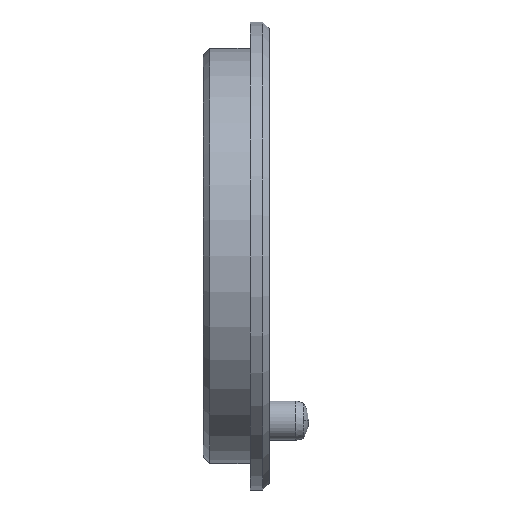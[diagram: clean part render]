
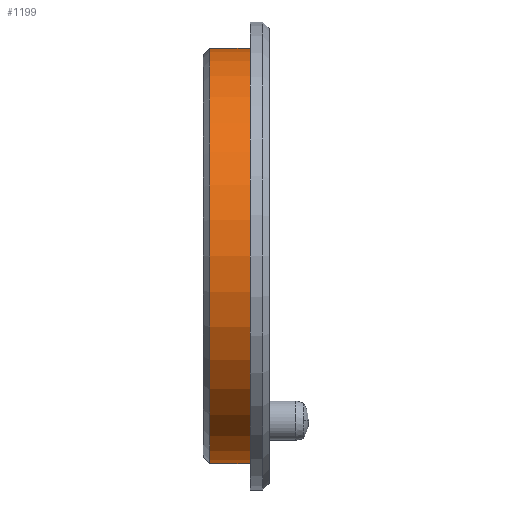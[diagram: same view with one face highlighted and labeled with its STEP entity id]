
A CAD part, left-side view. The second image highlights one B-rep face of the part: STEP entity #1199.
In plain terms, the highlighted cylindrical face has radius 31.5 mm (diameter 63 mm), a partial arc.
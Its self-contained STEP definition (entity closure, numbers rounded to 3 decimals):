
#28 = VECTOR ( 'NONE', #905, 1000. ) ;
#61 = CYLINDRICAL_SURFACE ( 'NONE', #1073, 31.5 ) ;
#89 = DIRECTION ( 'NONE',  ( 0., 0., -1. ) ) ;
#98 = VERTEX_POINT ( 'NONE', #241 ) ;
#183 = EDGE_CURVE ( 'NONE', #858, #98, #1258, .T. ) ;
#189 = DIRECTION ( 'NONE',  ( 0., -1., 0. ) ) ;
#196 = LINE ( 'NONE', #696, #1368 ) ;
#205 = CARTESIAN_POINT ( 'NONE',  ( 0., -1., 0. ) ) ;
#241 = CARTESIAN_POINT ( 'NONE',  ( 0., -1., -31.5 ) ) ;
#273 = CIRCLE ( 'NONE', #439, 31.5 ) ;
#295 = EDGE_CURVE ( 'NONE', #858, #1071, #196, .T. ) ;
#334 = ORIENTED_EDGE ( 'NONE', *, *, #183, .T. ) ;
#435 = ORIENTED_EDGE ( 'NONE', *, *, #708, .F. ) ;
#439 = AXIS2_PLACEMENT_3D ( 'NONE', #1079, #1078, #1077 ) ;
#478 = LINE ( 'NONE', #912, #28 ) ;
#578 = FACE_OUTER_BOUND ( 'NONE', #1048, .T. ) ;
#598 = AXIS2_PLACEMENT_3D ( 'NONE', #205, #189, #89 ) ;
#689 = VERTEX_POINT ( 'NONE', #1110 ) ;
#691 = DIRECTION ( 'NONE',  ( 0., -1., 0. ) ) ;
#696 = CARTESIAN_POINT ( 'NONE',  ( 0., 0., 31.5 ) ) ;
#708 = EDGE_CURVE ( 'NONE', #1071, #689, #273, .T. ) ;
#823 = DIRECTION ( 'NONE',  ( 0., 0., -1. ) ) ;
#827 = CARTESIAN_POINT ( 'NONE',  ( 0., 0., 0. ) ) ;
#858 = VERTEX_POINT ( 'NONE', #1019 ) ;
#863 = ORIENTED_EDGE ( 'NONE', *, *, #1046, .T. ) ;
#866 = DIRECTION ( 'NONE',  ( 0., -1., 0. ) ) ;
#894 = CARTESIAN_POINT ( 'NONE',  ( 0., -7.1, 31.5 ) ) ;
#905 = DIRECTION ( 'NONE',  ( 0., -1., 0. ) ) ;
#912 = CARTESIAN_POINT ( 'NONE',  ( 0., 0., -31.5 ) ) ;
#1019 = CARTESIAN_POINT ( 'NONE',  ( 0., -1., 31.5 ) ) ;
#1046 = EDGE_CURVE ( 'NONE', #98, #689, #478, .T. ) ;
#1048 = EDGE_LOOP ( 'NONE', ( #1053, #334, #863, #435 ) ) ;
#1053 = ORIENTED_EDGE ( 'NONE', *, *, #295, .F. ) ;
#1071 = VERTEX_POINT ( 'NONE', #894 ) ;
#1073 = AXIS2_PLACEMENT_3D ( 'NONE', #827, #866, #823 ) ;
#1077 = DIRECTION ( 'NONE',  ( 0., 0., -1. ) ) ;
#1078 = DIRECTION ( 'NONE',  ( 0., -1., 0. ) ) ;
#1079 = CARTESIAN_POINT ( 'NONE',  ( 0., -7.1, 0. ) ) ;
#1110 = CARTESIAN_POINT ( 'NONE',  ( 0., -7.1, -31.5 ) ) ;
#1199 = ADVANCED_FACE ( 'NONE', ( #578 ), #61, .T. ) ;
#1258 = CIRCLE ( 'NONE', #598, 31.5 ) ;
#1368 = VECTOR ( 'NONE', #691, 1000. ) ;
